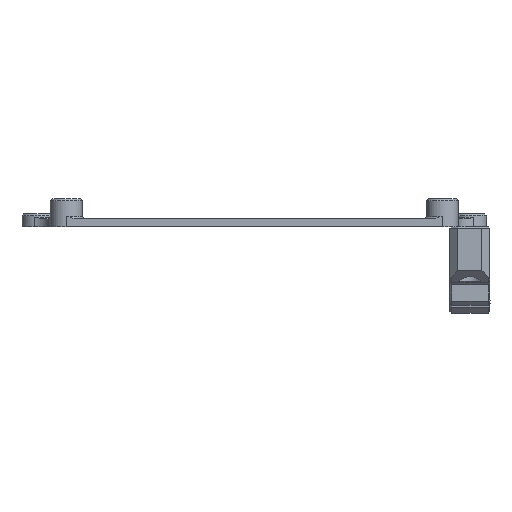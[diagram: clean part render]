
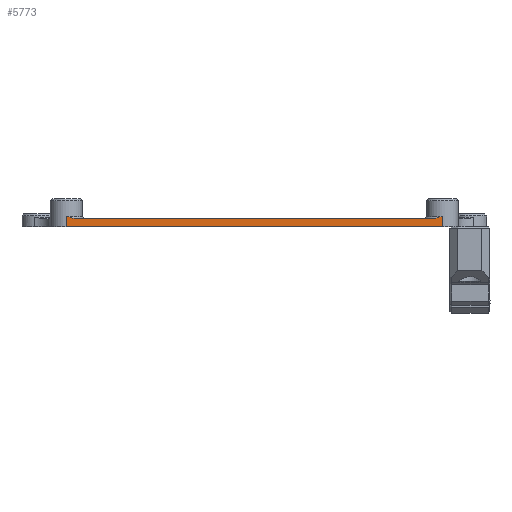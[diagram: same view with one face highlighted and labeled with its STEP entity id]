
A CAD part, left-side view. The second image highlights one B-rep face of the part: STEP entity #5773.
In plain terms, the highlighted face is planar.
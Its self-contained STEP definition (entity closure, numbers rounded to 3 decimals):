
#49=(
BOUNDED_CURVE()
B_SPLINE_CURVE(2,(#9439,#9440,#9441),.UNSPECIFIED.,.F.,.F.)
B_SPLINE_CURVE_WITH_KNOTS((3,3),(0.,0.213),
 .UNSPECIFIED.)
CURVE()
GEOMETRIC_REPRESENTATION_ITEM()
RATIONAL_B_SPLINE_CURVE((1.,1.031,1.))
REPRESENTATION_ITEM('')
);
#50=(
BOUNDED_CURVE()
B_SPLINE_CURVE(2,(#9448,#9449,#9450),.UNSPECIFIED.,.F.,.F.)
B_SPLINE_CURVE_WITH_KNOTS((3,3),(0.213,0.427),
 .UNSPECIFIED.)
CURVE()
GEOMETRIC_REPRESENTATION_ITEM()
RATIONAL_B_SPLINE_CURVE((1.,1.031,1.))
REPRESENTATION_ITEM('')
);
#574=FACE_OUTER_BOUND('',#931,.T.);
#931=EDGE_LOOP('',(#4998,#4999,#5000,#5001,#5002,#5003));
#1534=LINE('',#9156,#2193);
#1586=LINE('',#9455,#2245);
#1587=LINE('',#9458,#2246);
#1588=LINE('',#9459,#2247);
#2193=VECTOR('',#7410,10.);
#2245=VECTOR('',#7686,10.);
#2246=VECTOR('',#7689,10.);
#2247=VECTOR('',#7690,10.);
#2661=VERTEX_POINT('',#9153);
#2662=VERTEX_POINT('',#9155);
#2752=VERTEX_POINT('',#9438);
#2754=VERTEX_POINT('',#9446);
#2755=VERTEX_POINT('',#9453);
#2756=VERTEX_POINT('',#9457);
#3394=EDGE_CURVE('',#2662,#2661,#1534,.T.);
#3518=EDGE_CURVE('',#2662,#2752,#49,.T.);
#3522=EDGE_CURVE('',#2754,#2661,#50,.T.);
#3525=EDGE_CURVE('',#2754,#2755,#1586,.F.);
#3526=EDGE_CURVE('',#2756,#2752,#1587,.T.);
#3527=EDGE_CURVE('',#2756,#2755,#1588,.T.);
#4998=ORIENTED_EDGE('',*,*,#3526,.T.);
#4999=ORIENTED_EDGE('',*,*,#3518,.F.);
#5000=ORIENTED_EDGE('',*,*,#3394,.T.);
#5001=ORIENTED_EDGE('',*,*,#3522,.F.);
#5002=ORIENTED_EDGE('',*,*,#3525,.T.);
#5003=ORIENTED_EDGE('',*,*,#3527,.F.);
#5467=PLANE('',#6224);
#5773=ADVANCED_FACE('',(#574),#5467,.T.);
#6224=AXIS2_PLACEMENT_3D('',#9456,#7687,#7688);
#7410=DIRECTION('',(1.,0.,0.));
#7686=DIRECTION('',(0.,0.,1.));
#7687=DIRECTION('center_axis',(0.,1.,0.));
#7688=DIRECTION('ref_axis',(1.,0.,0.));
#7689=DIRECTION('',(0.,0.,1.));
#7690=DIRECTION('',(1.,0.,0.));
#9153=CARTESIAN_POINT('',(94.938,101.,-5.624));
#9155=CARTESIAN_POINT('',(5.062,101.,-5.624));
#9156=CARTESIAN_POINT('',(0.,101.,-5.624));
#9438=CARTESIAN_POINT('',(3.,101.,-5.124));
#9439=CARTESIAN_POINT('Ctrl Pts',(5.062,101.,-5.624));
#9440=CARTESIAN_POINT('Ctrl Pts',(3.97,101.,-5.124));
#9441=CARTESIAN_POINT('Ctrl Pts',(3.,101.,-5.124));
#9446=CARTESIAN_POINT('',(97.,101.,-5.124));
#9448=CARTESIAN_POINT('Ctrl Pts',(97.,101.,-5.124));
#9449=CARTESIAN_POINT('Ctrl Pts',(96.03,101.,-5.124));
#9450=CARTESIAN_POINT('Ctrl Pts',(94.938,101.,-5.624));
#9453=CARTESIAN_POINT('',(97.,101.,-7.624));
#9455=CARTESIAN_POINT('',(97.,101.,-5.624));
#9456=CARTESIAN_POINT('Origin',(0.,101.,-5.624));
#9457=CARTESIAN_POINT('',(3.,101.,-7.624));
#9458=CARTESIAN_POINT('',(3.,101.,-5.624));
#9459=CARTESIAN_POINT('',(0.,101.,-7.624));
